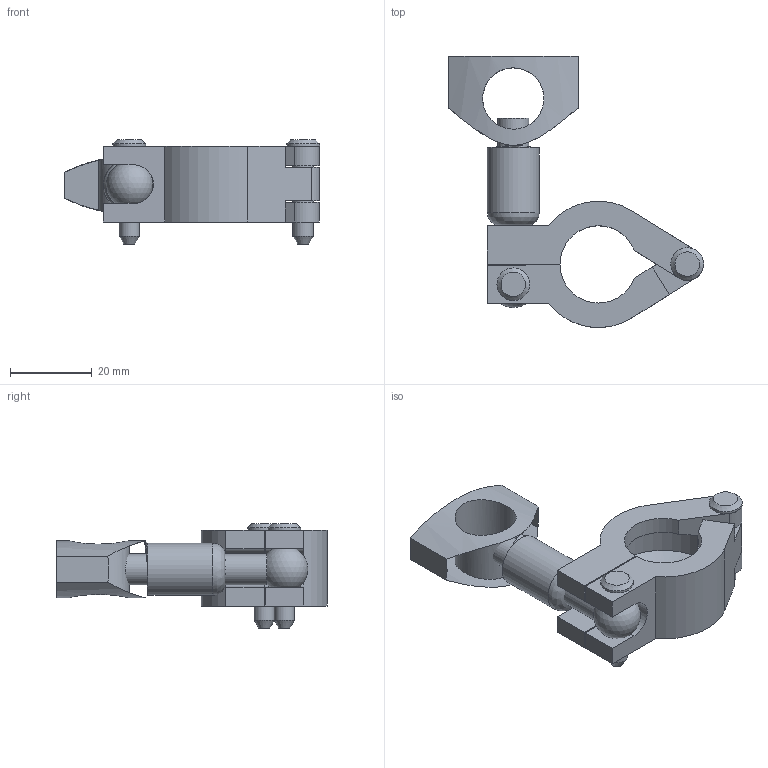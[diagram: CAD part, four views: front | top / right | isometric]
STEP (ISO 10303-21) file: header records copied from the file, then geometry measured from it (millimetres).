
FILE_DESCRIPTION(/* description */ (''),/* implementation_level */ '2;1');
FILE_NAME(/* name */ '13MHHM-.50.stp',/* time_stamp */ '2024-05-01T14:06:01-04:00',/* author */ ('brad'),/* organization */ (''),/* preprocessor_version */ 'ST-DEVELOPER v20',/* originating_system */ 'Autodesk Inventor 2024',/* authorisation */ '');
FILE_SCHEMA (('AUTOMOTIVE_DESIGN { 1 0 10303 214 3 1 1 }'));
Length unit declared in the file: inch
Products named in the file (1): 13MHHM-.50
Bounding box: 62.39 x 66.27 x 25.6 mm (x, y, z)
Volume: 18788.1 mm3; surface area: 13277.9 mm2
Topology: 6 solids, 6 shells, 78 faces, 208 edges, 139 vertices
Faces by surface type: plane 38, cylinder 29, cone 9, sphere 1, bspline 1
Full cylindrical faces by diameter (mm): 5 x2, 5.588 x6, 7.112 x1, 7.62 x1, 8 x2, 12.7 x1, 14.986 x1
Entity records: 2684 total; most frequent: CARTESIAN_POINT 639, ORIENTED_EDGE 416, DIRECTION 409, EDGE_CURVE 208, AXIS2_PLACEMENT_3D 145, VERTEX_POINT 139, LINE 119, VECTOR 119
